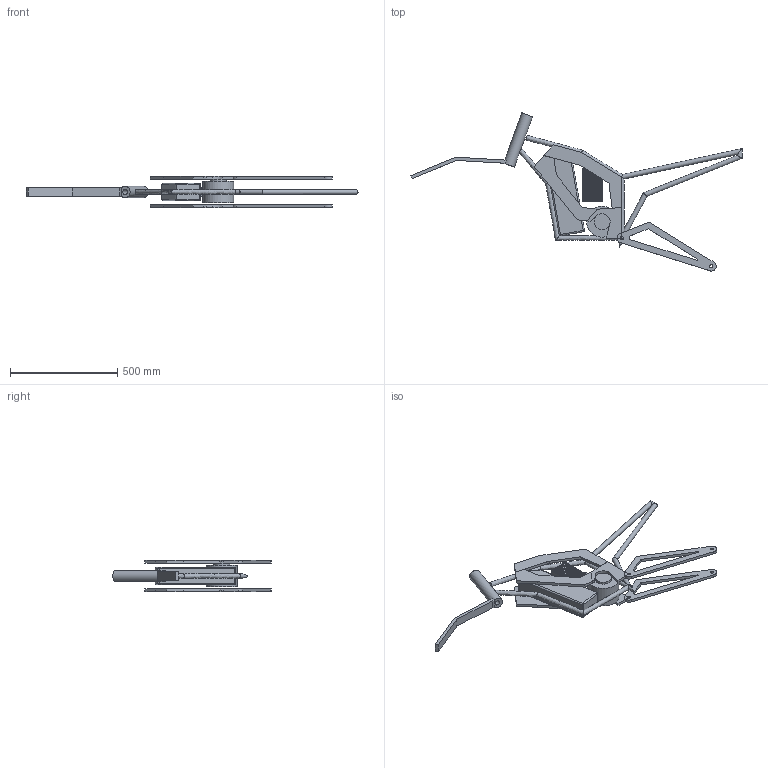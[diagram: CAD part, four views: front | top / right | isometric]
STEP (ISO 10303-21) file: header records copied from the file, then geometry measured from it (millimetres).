
FILE_DESCRIPTION(/* description */ ('STEP AP242 Edition 2','CAx-IF Rec.Pracs.---Representation and Presentation of Product Manufacturing Information (PMI)---4.0---2014-10-13','CAx-IF Rec.Pracs.---3D Tessellated Geometry---0.4---2014-09-14','2;1','CAx-IF Rec.Pracs.---User Defined Attributes---1.5---2016-08-15'),/* implementation_level */ '2;1');
FILE_NAME(/* name */ '69565353288fd9bb638050a0',/* time_stamp */ '2026-01-01T10:58:27Z',/* author */ (''),/* organization */ (''),/* preprocessor_version */ 'ST-DEVELOPER v20',/* originating_system */ 'ONSHAPE BY PTC INC, 1.208',/* authorisation */ ' ');
FILE_SCHEMA (('AP242_MANAGED_MODEL_BASED_3D_ENGINEERING_MIM_LF { 1 0 10303 442 3 1 4 }'));
Length unit declared in the file: metre
Products named in the file (12): Part 3; motor_bracket_R; battery; inner frame; swing_L; motor_bracket_L; top_bracket_R; swing_R; Part 4; top_bracket_L; bottom_bracket_L; bottom_bracket_R
Bounding box: 1550.12 x 738.86 x 145.4 mm (x, y, z)
Volume: 9844200.2 mm3; surface area: 1077460.8 mm2
Topology: 12 solids, 12 shells, 240 faces, 612 edges, 385 vertices
Faces by surface type: plane 163, cylinder 57, sphere 10, bspline 9, cone 1
Full cylindrical faces by diameter (mm): 15 x4, 22.225 x5, 23 x1, 53 x1, 75 x1, 145 x1
Entity records: 7679 total; most frequent: CARTESIAN_POINT 1783, ORIENTED_EDGE 1138, DIRECTION 1118, EDGE_CURVE 569, LINE 434, VECTOR 434, VERTEX_POINT 375, AXIS2_PLACEMENT_3D 342
